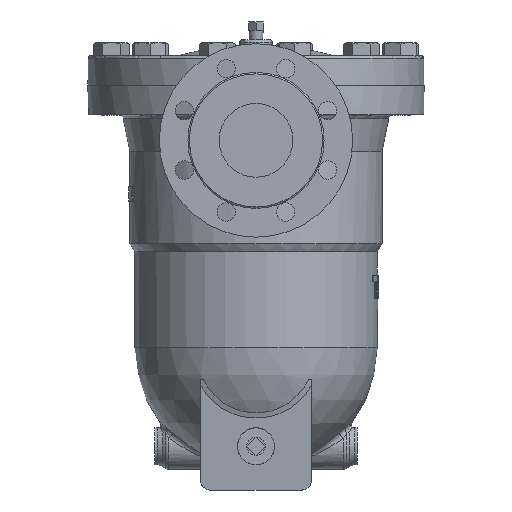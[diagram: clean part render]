
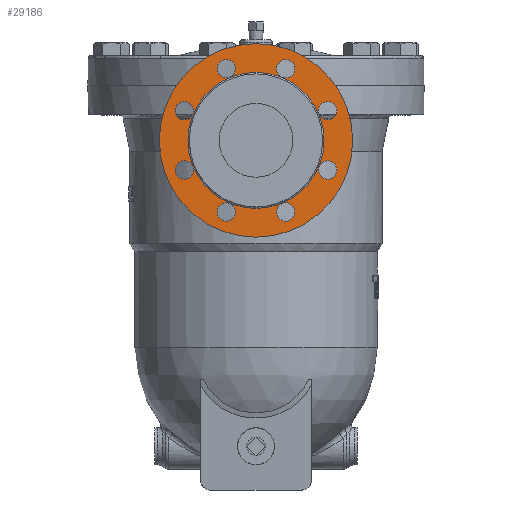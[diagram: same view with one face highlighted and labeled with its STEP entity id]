
A CAD part, left-side view. The second image highlights one B-rep face of the part: STEP entity #29186.
In plain terms, the highlighted planar face has unit normal (-1, 0, 0).
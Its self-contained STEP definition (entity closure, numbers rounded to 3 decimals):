
#29067=CARTESIAN_POINT('',(-259.9,0.0,45.));
#29068=VERTEX_POINT('',#29067);
#29069=CARTESIAN_POINT('',(-259.9,0.0,-60.));
#29070=DIRECTION('',(-1.0,0.0,0.0));
#29071=DIRECTION('',(0.0,0.0,1.0));
#29072=AXIS2_PLACEMENT_3D('',#29069,#29070,#29071);
#29073=CIRCLE('',#29072,105.0);
#29074=EDGE_CURVE('',#29068,#29068,#29073,.T.);
#29079=CARTESIAN_POINT('',(-259.9,0.0,28.625));
#29080=DIRECTION('',(-1.0,0.0,0.0));
#29081=DIRECTION('',(0.0,0.0,1.0));
#29082=AXIS2_PLACEMENT_3D('',#29079,#29080,#29081);
#29083=PLANE('',#29082);
#29084=ORIENTED_EDGE('',*,*,#29074,.T.);
#29085=EDGE_LOOP('',(#29084));
#29086=FACE_OUTER_BOUND('',#29085,.T.);
#29087=CARTESIAN_POINT('',(-259.9,-39.274,24.816));
#29088=VERTEX_POINT('',#29087);
#29089=CARTESIAN_POINT('',(-259.9,-32.203,17.744));
#29090=DIRECTION('',(1.0,0.,0.));
#29091=DIRECTION('',(0.,-0.707,0.707));
#29092=AXIS2_PLACEMENT_3D('',#29089,#29090,#29091);
#29093=CIRCLE('',#29092,10.0);
#29094=EDGE_CURVE('',#29088,#29088,#29093,.T.);
#29095=ORIENTED_EDGE('',*,*,#29094,.T.);
#29096=EDGE_LOOP('',(#29095));
#29097=FACE_BOUND('',#29096,.T.);
#29098=CARTESIAN_POINT('',(-259.9,-87.744,-27.797));
#29099=VERTEX_POINT('',#29098);
#29100=CARTESIAN_POINT('',(-259.9,-77.744,-27.797));
#29101=DIRECTION('',(1.0,0.0,0.0));
#29102=DIRECTION('',(0.0,-1.0,0.0));
#29103=AXIS2_PLACEMENT_3D('',#29100,#29101,#29102);
#29104=CIRCLE('',#29103,10.0);
#29105=EDGE_CURVE('',#29099,#29099,#29104,.T.);
#29106=ORIENTED_EDGE('',*,*,#29105,.T.);
#29107=EDGE_LOOP('',(#29106));
#29108=FACE_BOUND('',#29107,.T.);
#29109=CARTESIAN_POINT('',(-259.9,-84.816,-99.274));
#29110=VERTEX_POINT('',#29109);
#29111=CARTESIAN_POINT('',(-259.9,-77.744,-92.203));
#29112=DIRECTION('',(1.0,0.,0.));
#29113=DIRECTION('',(0.,-0.707,-0.707));
#29114=AXIS2_PLACEMENT_3D('',#29111,#29112,#29113);
#29115=CIRCLE('',#29114,10.0);
#29116=EDGE_CURVE('',#29110,#29110,#29115,.T.);
#29117=ORIENTED_EDGE('',*,*,#29116,.T.);
#29118=EDGE_LOOP('',(#29117));
#29119=FACE_BOUND('',#29118,.T.);
#29120=CARTESIAN_POINT('',(-259.9,87.744,-92.203));
#29121=VERTEX_POINT('',#29120);
#29122=CARTESIAN_POINT('',(-259.9,77.744,-92.203));
#29123=DIRECTION('',(1.0,0.0,0.0));
#29124=DIRECTION('',(0.0,1.0,0.0));
#29125=AXIS2_PLACEMENT_3D('',#29122,#29123,#29124);
#29126=CIRCLE('',#29125,10.0);
#29127=EDGE_CURVE('',#29121,#29121,#29126,.T.);
#29128=ORIENTED_EDGE('',*,*,#29127,.T.);
#29129=EDGE_LOOP('',(#29128));
#29130=FACE_BOUND('',#29129,.T.);
#29131=CARTESIAN_POINT('',(-259.9,84.816,-20.726));
#29132=VERTEX_POINT('',#29131);
#29133=CARTESIAN_POINT('',(-259.9,77.744,-27.797));
#29134=DIRECTION('',(1.0,0.,0.));
#29135=DIRECTION('',(0.,0.707,0.707));
#29136=AXIS2_PLACEMENT_3D('',#29133,#29134,#29135);
#29137=CIRCLE('',#29136,10.0);
#29138=EDGE_CURVE('',#29132,#29132,#29137,.T.);
#29139=ORIENTED_EDGE('',*,*,#29138,.T.);
#29140=EDGE_LOOP('',(#29139));
#29141=FACE_BOUND('',#29140,.T.);
#29142=CARTESIAN_POINT('',(-259.9,32.203,27.744));
#29143=VERTEX_POINT('',#29142);
#29144=CARTESIAN_POINT('',(-259.9,32.203,17.744));
#29145=DIRECTION('',(1.0,0.0,0.0));
#29146=DIRECTION('',(0.0,0.0,1.0));
#29147=AXIS2_PLACEMENT_3D('',#29144,#29145,#29146);
#29148=CIRCLE('',#29147,10.0);
#29149=EDGE_CURVE('',#29143,#29143,#29148,.T.);
#29150=ORIENTED_EDGE('',*,*,#29149,.T.);
#29151=EDGE_LOOP('',(#29150));
#29152=FACE_BOUND('',#29151,.T.);
#29153=CARTESIAN_POINT('',(-259.9,0.0,13.85));
#29154=VERTEX_POINT('',#29153);
#29155=CARTESIAN_POINT('',(-259.9,0.0,-60.));
#29156=DIRECTION('',(-1.0,0.0,0.0));
#29157=DIRECTION('',(0.0,0.0,-1.0));
#29158=AXIS2_PLACEMENT_3D('',#29155,#29156,#29157);
#29159=CIRCLE('',#29158,73.85);
#29160=EDGE_CURVE('',#29154,#29154,#29159,.T.);
#29161=ORIENTED_EDGE('',*,*,#29160,.F.);
#29162=EDGE_LOOP('',(#29161));
#29163=FACE_BOUND('',#29162,.T.);
#29164=CARTESIAN_POINT('',(-259.9,-32.203,-147.744));
#29165=VERTEX_POINT('',#29164);
#29166=CARTESIAN_POINT('',(-259.9,-32.203,-137.744));
#29167=DIRECTION('',(1.0,0.0,0.0));
#29168=DIRECTION('',(0.0,0.0,-1.0));
#29169=AXIS2_PLACEMENT_3D('',#29166,#29167,#29168);
#29170=CIRCLE('',#29169,10.0);
#29171=EDGE_CURVE('',#29165,#29165,#29170,.T.);
#29172=ORIENTED_EDGE('',*,*,#29171,.T.);
#29173=EDGE_LOOP('',(#29172));
#29174=FACE_BOUND('',#29173,.T.);
#29175=CARTESIAN_POINT('',(-259.9,39.274,-144.816));
#29176=VERTEX_POINT('',#29175);
#29177=CARTESIAN_POINT('',(-259.9,32.203,-137.744));
#29178=DIRECTION('',(1.0,0.,0.));
#29179=DIRECTION('',(0.,0.707,-0.707));
#29180=AXIS2_PLACEMENT_3D('',#29177,#29178,#29179);
#29181=CIRCLE('',#29180,10.0);
#29182=EDGE_CURVE('',#29176,#29176,#29181,.T.);
#29183=ORIENTED_EDGE('',*,*,#29182,.T.);
#29184=EDGE_LOOP('',(#29183));
#29185=FACE_BOUND('',#29184,.T.);
#29186=ADVANCED_FACE('',(#29086,#29097,#29108,#29119,#29130,#29141,#29152,#29163,#29174,#29185),#29083,.T.);
